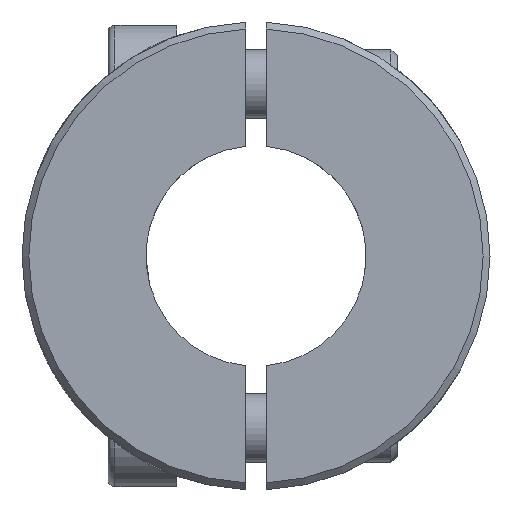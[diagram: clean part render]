
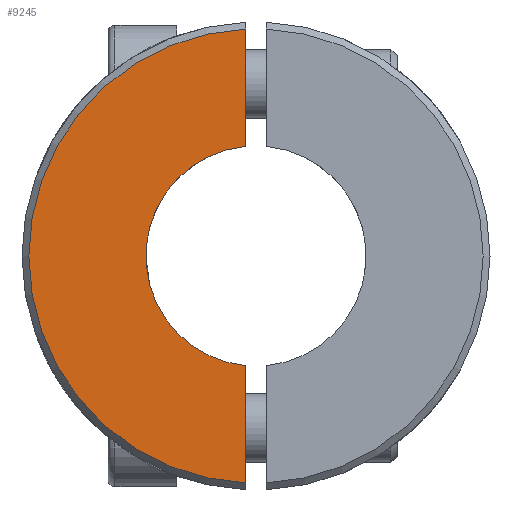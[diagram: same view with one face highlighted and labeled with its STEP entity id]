
A CAD part, left-side view. The second image highlights one B-rep face of the part: STEP entity #9245.
In plain terms, the highlighted planar face has unit normal (-1, 0, 0).
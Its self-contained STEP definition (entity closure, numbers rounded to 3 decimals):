
#359 = PLANE ( 'NONE',  #7431 ) ;
#473 = CARTESIAN_POINT ( 'NONE',  ( -25., 0.75, 7.965 ) ) ;
#1073 = EDGE_CURVE ( 'NONE', #12626, #11414, #1505, .T. ) ;
#1505 = CIRCLE ( 'NONE', #2595, 16.5 ) ;
#1892 = DIRECTION ( 'NONE',  ( -1., 0., 0. ) ) ;
#2575 = DIRECTION ( 'NONE',  ( -1., 0., 0. ) ) ;
#2595 = AXIS2_PLACEMENT_3D ( 'NONE', #12075, #2575, #7001 ) ;
#3074 = EDGE_CURVE ( 'NONE', #10358, #12626, #10975, .T. ) ;
#3114 = EDGE_CURVE ( 'NONE', #10358, #11222, #8001, .T. ) ;
#3238 = DIRECTION ( 'NONE',  ( 0., 0., 1. ) ) ;
#3380 = CARTESIAN_POINT ( 'NONE',  ( -25., 0.75, -17. ) ) ;
#4257 = AXIS2_PLACEMENT_3D ( 'NONE', #10433, #1892, #10370 ) ;
#4287 = LINE ( 'NONE', #3380, #6520 ) ;
#5094 = ORIENTED_EDGE ( 'NONE', *, *, #3114, .F. ) ;
#5859 = CARTESIAN_POINT ( 'NONE',  ( -25., 0.75, -12.5 ) ) ;
#5889 = EDGE_CURVE ( 'NONE', #11414, #11222, #4287, .T. ) ;
#6015 = DIRECTION ( 'NONE',  ( 0., 0., 1. ) ) ;
#6520 = VECTOR ( 'NONE', #3238, 1000. ) ;
#7001 = DIRECTION ( 'NONE',  ( 0., 0., -1. ) ) ;
#7305 = VECTOR ( 'NONE', #6015, 1000. ) ;
#7431 = AXIS2_PLACEMENT_3D ( 'NONE', #7637, #10785, #12963 ) ;
#7637 = CARTESIAN_POINT ( 'NONE',  ( -25., 8., 0. ) ) ;
#8001 = CIRCLE ( 'NONE', #4257, 8. ) ;
#8360 = EDGE_LOOP ( 'NONE', ( #12431, #9668, #11431, #5094 ) ) ;
#9245 = ADVANCED_FACE ( 'NONE', ( #9786 ), #359, .F. ) ;
#9427 = CARTESIAN_POINT ( 'NONE',  ( -25., 0.75, -7.965 ) ) ;
#9668 = ORIENTED_EDGE ( 'NONE', *, *, #1073, .T. ) ;
#9786 = FACE_OUTER_BOUND ( 'NONE', #8360, .T. ) ;
#10358 = VERTEX_POINT ( 'NONE', #473 ) ;
#10370 = DIRECTION ( 'NONE',  ( 0., 0., 1. ) ) ;
#10433 = CARTESIAN_POINT ( 'NONE',  ( -25., 0., 0. ) ) ;
#10785 = DIRECTION ( 'NONE',  ( 1., 0., 0. ) ) ;
#10975 = LINE ( 'NONE', #5859, #7305 ) ;
#11222 = VERTEX_POINT ( 'NONE', #9427 ) ;
#11414 = VERTEX_POINT ( 'NONE', #12142 ) ;
#11431 = ORIENTED_EDGE ( 'NONE', *, *, #5889, .T. ) ;
#12075 = CARTESIAN_POINT ( 'NONE',  ( -25., 0., 0. ) ) ;
#12142 = CARTESIAN_POINT ( 'NONE',  ( -25., 0.75, -16.483 ) ) ;
#12431 = ORIENTED_EDGE ( 'NONE', *, *, #3074, .T. ) ;
#12626 = VERTEX_POINT ( 'NONE', #13165 ) ;
#12963 = DIRECTION ( 'NONE',  ( 0., 0., -1. ) ) ;
#13165 = CARTESIAN_POINT ( 'NONE',  ( -25., 0.75, 16.483 ) ) ;
